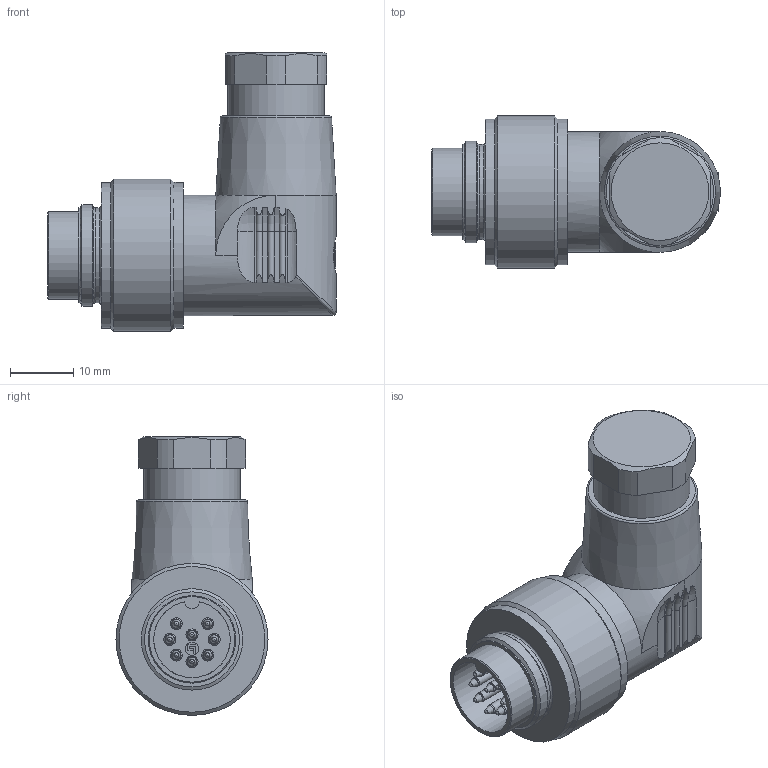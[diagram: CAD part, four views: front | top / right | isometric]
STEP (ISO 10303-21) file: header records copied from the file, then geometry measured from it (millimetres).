
FILE_DESCRIPTION(/* description */ (''),/* implementation_level */ '2;1');
FILE_NAME(/* name */ '99_0171_75_08_001_00.stp',/* time_stamp */ '2015-03-04T15:47:12+01:00',/* author */ (''),/* organization */ (''),/* preprocessor_version */ 'ST-DEVELOPER v14',/* originating_system */ 'SIEMENS PLM Software NX 8.0',/* authorisation */ '');
FILE_SCHEMA (('AUTOMOTIVE_DESIGN { 1 0 10303 214 3 1 1 1 }'));
Length unit declared in the file: millimetre
Products named in the file (1): cerl0B20E61Fokk6
Bounding box: 45.5 x 24 x 44 mm (x, y, z)
Volume: 18353.3 mm3; surface area: 5571 mm2
Topology: 1 solids, 1 shells, 197 faces, 458 edges, 288 vertices
Faces by surface type: plane 85, cylinder 57, cone 23, bspline 21, torus 11
Full cylindrical faces by diameter (mm): 1.49 x8, 2.12 x1, 13.8 x1, 15 x2, 15.2 x1, 16 x1, 19 x1, 23 x2, 24 x1
Entity records: 7607 total; most frequent: CARTESIAN_POINT 3469, DIRECTION 848, ORIENTED_EDGE 762, EDGE_CURVE 381, AXIS2_PLACEMENT_3D 332, EDGE_LOOP 284, VERTEX_POINT 271, ADVANCED_FACE 197
